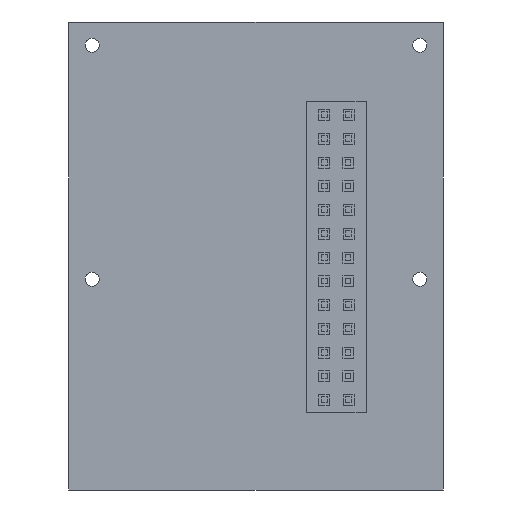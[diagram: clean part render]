
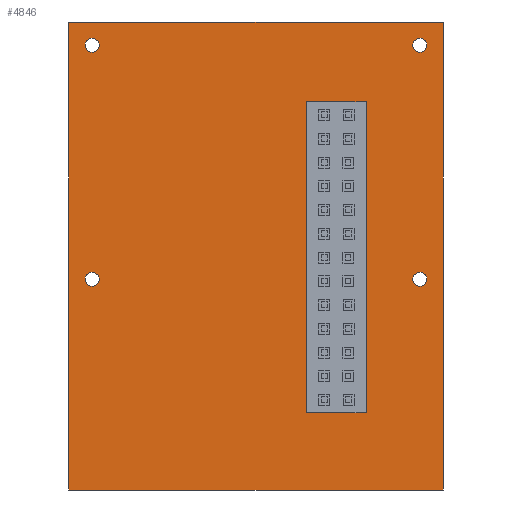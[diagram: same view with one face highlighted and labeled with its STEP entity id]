
A CAD part, front view. The second image highlights one B-rep face of the part: STEP entity #4846.
In plain terms, the highlighted planar face has unit normal (0, -1, 0).
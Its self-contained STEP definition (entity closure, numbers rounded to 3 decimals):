
#19=CIRCLE('',#5140,0.75);
#20=CIRCLE('',#5141,0.75);
#21=CIRCLE('',#5142,0.75);
#22=CIRCLE('',#5143,0.75);
#53=FACE_BOUND('',#466,.T.);
#54=FACE_BOUND('',#467,.T.);
#55=FACE_BOUND('',#468,.T.);
#56=FACE_BOUND('',#469,.T.);
#57=FACE_BOUND('',#470,.T.);
#160=FACE_OUTER_BOUND('',#465,.T.);
#465=EDGE_LOOP('',(#3547,#3548,#3549,#3550));
#466=EDGE_LOOP('',(#3551));
#467=EDGE_LOOP('',(#3552));
#468=EDGE_LOOP('',(#3553));
#469=EDGE_LOOP('',(#3554));
#470=EDGE_LOOP('',(#3555,#3556,#3557,#3558));
#946=LINE('',#7076,#1610);
#949=LINE('',#7081,#1613);
#1018=LINE('',#7238,#1682);
#1019=LINE('',#7240,#1683);
#1020=LINE('',#7242,#1684);
#1021=LINE('',#7243,#1685);
#1022=LINE('',#7253,#1686);
#1023=LINE('',#7254,#1687);
#1610=VECTOR('',#5703,10.);
#1613=VECTOR('',#5708,10.);
#1682=VECTOR('',#5813,10.);
#1683=VECTOR('',#5814,10.);
#1684=VECTOR('',#5815,10.);
#1685=VECTOR('',#5816,10.);
#1686=VECTOR('',#5825,10.);
#1687=VECTOR('',#5826,10.);
#2221=VERTEX_POINT('',#7073);
#2222=VERTEX_POINT('',#7075);
#2223=VERTEX_POINT('',#7079);
#2292=VERTEX_POINT('',#7236);
#2293=VERTEX_POINT('',#7237);
#2294=VERTEX_POINT('',#7239);
#2295=VERTEX_POINT('',#7241);
#2296=VERTEX_POINT('',#7244);
#2297=VERTEX_POINT('',#7246);
#2298=VERTEX_POINT('',#7248);
#2299=VERTEX_POINT('',#7250);
#2300=VERTEX_POINT('',#7252);
#2722=EDGE_CURVE('',#2222,#2221,#946,.T.);
#2725=EDGE_CURVE('',#2221,#2223,#949,.T.);
#2794=EDGE_CURVE('',#2292,#2293,#1018,.T.);
#2795=EDGE_CURVE('',#2293,#2294,#1019,.T.);
#2796=EDGE_CURVE('',#2294,#2295,#1020,.T.);
#2797=EDGE_CURVE('',#2292,#2295,#1021,.T.);
#2798=EDGE_CURVE('',#2296,#2296,#19,.T.);
#2799=EDGE_CURVE('',#2297,#2297,#20,.T.);
#2800=EDGE_CURVE('',#2298,#2298,#21,.T.);
#2801=EDGE_CURVE('',#2299,#2299,#22,.T.);
#2802=EDGE_CURVE('',#2223,#2300,#1022,.T.);
#2803=EDGE_CURVE('',#2300,#2222,#1023,.T.);
#3547=ORIENTED_EDGE('',*,*,#2794,.T.);
#3548=ORIENTED_EDGE('',*,*,#2795,.T.);
#3549=ORIENTED_EDGE('',*,*,#2796,.T.);
#3550=ORIENTED_EDGE('',*,*,#2797,.F.);
#3551=ORIENTED_EDGE('',*,*,#2798,.F.);
#3552=ORIENTED_EDGE('',*,*,#2799,.F.);
#3553=ORIENTED_EDGE('',*,*,#2800,.F.);
#3554=ORIENTED_EDGE('',*,*,#2801,.F.);
#3555=ORIENTED_EDGE('',*,*,#2802,.T.);
#3556=ORIENTED_EDGE('',*,*,#2803,.T.);
#3557=ORIENTED_EDGE('',*,*,#2722,.T.);
#3558=ORIENTED_EDGE('',*,*,#2725,.T.);
#4571=PLANE('',#5139);
#4846=ADVANCED_FACE('',(#160,#53,#54,#55,#56,#57),#4571,.F.);
#5139=AXIS2_PLACEMENT_3D('',#7235,#5811,#5812);
#5140=AXIS2_PLACEMENT_3D('',#7245,#5817,#5818);
#5141=AXIS2_PLACEMENT_3D('',#7247,#5819,#5820);
#5142=AXIS2_PLACEMENT_3D('',#7249,#5821,#5822);
#5143=AXIS2_PLACEMENT_3D('',#7251,#5823,#5824);
#5703=DIRECTION('',(1.,0.,0.));
#5708=DIRECTION('',(0.,0.,-1.));
#5811=DIRECTION('center_axis',(0.,1.,0.));
#5812=DIRECTION('ref_axis',(1.,0.,0.));
#5813=DIRECTION('',(0.,0.,1.));
#5814=DIRECTION('',(-1.,0.,0.));
#5815=DIRECTION('',(0.,0.,-1.));
#5816=DIRECTION('',(-1.,0.,0.));
#5817=DIRECTION('center_axis',(0.,-1.,0.));
#5818=DIRECTION('ref_axis',(1.,0.,0.));
#5819=DIRECTION('center_axis',(0.,-1.,0.));
#5820=DIRECTION('ref_axis',(1.,0.,0.));
#5821=DIRECTION('center_axis',(0.,-1.,0.));
#5822=DIRECTION('ref_axis',(1.,0.,0.));
#5823=DIRECTION('center_axis',(0.,-1.,0.));
#5824=DIRECTION('ref_axis',(1.,0.,0.));
#5825=DIRECTION('',(-1.,0.,0.));
#5826=DIRECTION('',(0.,0.,1.));
#7073=CARTESIAN_POINT('',(11.769,0.,11.496));
#7075=CARTESIAN_POINT('',(5.373,0.,11.496));
#7076=CARTESIAN_POINT('',(2.761,0.,11.496));
#7079=CARTESIAN_POINT('',(11.769,0.,-21.758));
#7081=CARTESIAN_POINT('',(11.769,0.,-1.642));
#7235=CARTESIAN_POINT('Origin',(0.,0.,-5.));
#7236=CARTESIAN_POINT('',(20.,0.,-30.));
#7237=CARTESIAN_POINT('',(20.,0.,20.));
#7238=CARTESIAN_POINT('',(20.,0.,-10.));
#7239=CARTESIAN_POINT('',(-20.,0.,20.));
#7240=CARTESIAN_POINT('',(20.,0.,20.));
#7241=CARTESIAN_POINT('',(-20.,0.,-30.));
#7242=CARTESIAN_POINT('',(-20.,0.,-10.));
#7243=CARTESIAN_POINT('',(-20.,0.,-30.));
#7244=CARTESIAN_POINT('',(16.75,0.,-7.5));
#7245=CARTESIAN_POINT('Origin',(17.5,0.,-7.5));
#7246=CARTESIAN_POINT('',(-18.25,0.,-7.5));
#7247=CARTESIAN_POINT('Origin',(-17.5,0.,-7.5));
#7248=CARTESIAN_POINT('',(-18.25,0.,17.5));
#7249=CARTESIAN_POINT('Origin',(-17.5,0.,17.5));
#7250=CARTESIAN_POINT('',(16.75,0.,17.5));
#7251=CARTESIAN_POINT('Origin',(17.5,0.,17.5));
#7252=CARTESIAN_POINT('',(5.373,0.,-21.758));
#7253=CARTESIAN_POINT('',(5.809,0.,-21.758));
#7254=CARTESIAN_POINT('',(5.373,0.,-8.627));
